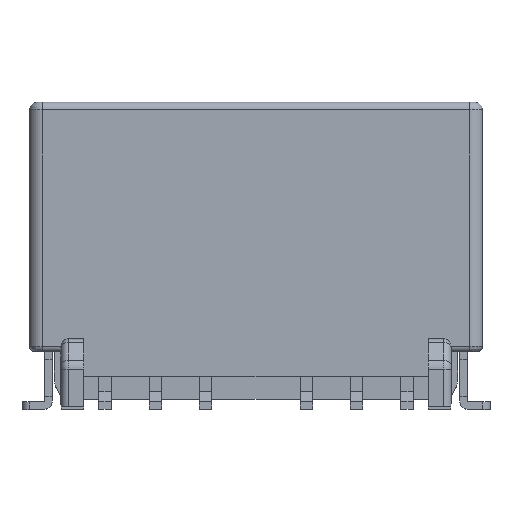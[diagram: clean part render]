
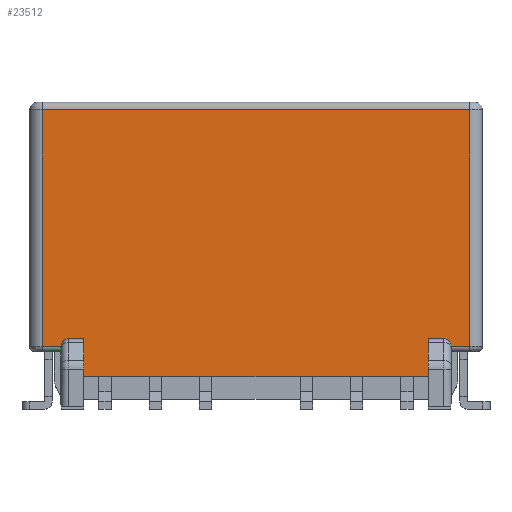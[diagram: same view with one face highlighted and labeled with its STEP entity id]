
A CAD part, top view. The second image highlights one B-rep face of the part: STEP entity #23512.
In plain terms, the highlighted planar face has unit normal (0, 0, 1).
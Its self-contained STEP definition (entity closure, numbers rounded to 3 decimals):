
#118 = EDGE_LOOP ( 'NONE', ( #26411, #7342, #6269, #25277, #28633, #14764, #8875, #678, #11972, #5371, #12177, #8028 ) ) ;
#231 = VERTEX_POINT ( 'NONE', #24987 ) ;
#327 = AXIS2_PLACEMENT_3D ( 'NONE', #16338, #25279, #14134 ) ;
#336 = CARTESIAN_POINT ( 'NONE',  ( 8.5, 2.8, 2.7 ) ) ;
#472 = VERTEX_POINT ( 'NONE', #19705 ) ;
#583 = EDGE_CURVE ( 'NONE', #22511, #27614, #22335, .T. ) ;
#618 = DIRECTION ( 'NONE',  ( 0., 1., 0. ) ) ;
#670 = FACE_OUTER_BOUND ( 'NONE', #118, .T. ) ;
#678 = ORIENTED_EDGE ( 'NONE', *, *, #18480, .T. ) ;
#1069 = VERTEX_POINT ( 'NONE', #7466 ) ;
#1287 = AXIS2_PLACEMENT_3D ( 'NONE', #10576, #21890, #24063 ) ;
#1313 = LINE ( 'NONE', #23163, #27586 ) ;
#2368 = LINE ( 'NONE', #7187, #26063 ) ;
#3895 = VERTEX_POINT ( 'NONE', #28359 ) ;
#3928 = DIRECTION ( 'NONE',  ( 1., 0., 0. ) ) ;
#4020 = CARTESIAN_POINT ( 'NONE',  ( 8.05, 11.9, 2.7 ) ) ;
#4637 = EDGE_CURVE ( 'NONE', #472, #24705, #23867, .T. ) ;
#5146 = LINE ( 'NONE', #23323, #10264 ) ;
#5254 = DIRECTION ( 'NONE',  ( -1., 0., 0. ) ) ;
#5371 = ORIENTED_EDGE ( 'NONE', *, *, #14124, .T. ) ;
#5426 = DIRECTION ( 'NONE',  ( 0., 0., -1. ) ) ;
#6145 = CARTESIAN_POINT ( 'NONE',  ( 6.85, 1.3, 2.7 ) ) ;
#6269 = ORIENTED_EDGE ( 'NONE', *, *, #13132, .F. ) ;
#6413 = CARTESIAN_POINT ( 'NONE',  ( 8.05, 2.5, 2.7 ) ) ;
#6756 = DIRECTION ( 'NONE',  ( 0., 1., 0. ) ) ;
#7187 = CARTESIAN_POINT ( 'NONE',  ( 8.05, 2.8, 2.7 ) ) ;
#7342 = ORIENTED_EDGE ( 'NONE', *, *, #25539, .F. ) ;
#7445 = CARTESIAN_POINT ( 'NONE',  ( 8.5, 2.5, 2.7 ) ) ;
#7466 = CARTESIAN_POINT ( 'NONE',  ( -8.5, 2.5, 2.7 ) ) ;
#7578 = CARTESIAN_POINT ( 'NONE',  ( -8.05, 1.3, 2.7 ) ) ;
#7950 = VERTEX_POINT ( 'NONE', #20306 ) ;
#8028 = ORIENTED_EDGE ( 'NONE', *, *, #11359, .T. ) ;
#8045 = CARTESIAN_POINT ( 'NONE',  ( 8.05, 2.5, 2.7 ) ) ;
#8443 = VECTOR ( 'NONE', #6756, 1000. ) ;
#8753 = VECTOR ( 'NONE', #5254, 1000. ) ;
#8875 = ORIENTED_EDGE ( 'NONE', *, *, #17251, .T. ) ;
#8884 = VECTOR ( 'NONE', #28052, 1000. ) ;
#9103 = CARTESIAN_POINT ( 'NONE',  ( -6.85, 1.3, 2.7 ) ) ;
#9228 = VECTOR ( 'NONE', #23595, 1000. ) ;
#9266 = VECTOR ( 'NONE', #28131, 1000. ) ;
#9578 = PLANE ( 'NONE',  #327 ) ;
#10157 = CARTESIAN_POINT ( 'NONE',  ( -6.85, 1.3, 2.7 ) ) ;
#10178 = LINE ( 'NONE', #4020, #8884 ) ;
#10264 = VECTOR ( 'NONE', #11592, 1000. ) ;
#10576 = CARTESIAN_POINT ( 'NONE',  ( 7.45, 2.5, 2.7 ) ) ;
#11020 = VERTEX_POINT ( 'NONE', #18677 ) ;
#11277 = EDGE_CURVE ( 'NONE', #3895, #472, #24676, .T. ) ;
#11359 = EDGE_CURVE ( 'NONE', #19822, #27614, #2368, .T. ) ;
#11592 = DIRECTION ( 'NONE',  ( 0., -1., 0. ) ) ;
#11914 = CARTESIAN_POINT ( 'NONE',  ( -7.45, 2.8, 2.7 ) ) ;
#11972 = ORIENTED_EDGE ( 'NONE', *, *, #28718, .T. ) ;
#12177 = ORIENTED_EDGE ( 'NONE', *, *, #20329, .T. ) ;
#12446 = LINE ( 'NONE', #6145, #9228 ) ;
#12507 = VERTEX_POINT ( 'NONE', #27638 ) ;
#13132 = EDGE_CURVE ( 'NONE', #231, #12507, #12446, .T. ) ;
#13511 = LINE ( 'NONE', #336, #8443 ) ;
#13683 = CARTESIAN_POINT ( 'NONE',  ( 8.5, 11.9, 2.7 ) ) ;
#14086 = DIRECTION ( 'NONE',  ( 1., 0., 0. ) ) ;
#14124 = EDGE_CURVE ( 'NONE', #1069, #7950, #27996, .T. ) ;
#14134 = DIRECTION ( 'NONE',  ( 0., -1., 0. ) ) ;
#14764 = ORIENTED_EDGE ( 'NONE', *, *, #4637, .T. ) ;
#15580 = EDGE_CURVE ( 'NONE', #231, #3895, #1313, .T. ) ;
#16338 = CARTESIAN_POINT ( 'NONE',  ( 8.05, 2.8, 2.7 ) ) ;
#17251 = EDGE_CURVE ( 'NONE', #24705, #19747, #13511, .T. ) ;
#18480 = EDGE_CURVE ( 'NONE', #19747, #11020, #10178, .T. ) ;
#18677 = CARTESIAN_POINT ( 'NONE',  ( -8.5, 11.9, 2.7 ) ) ;
#19402 = AXIS2_PLACEMENT_3D ( 'NONE', #27416, #5426, #618 ) ;
#19705 = CARTESIAN_POINT ( 'NONE',  ( 7.75, 2.5, 2.7 ) ) ;
#19747 = VERTEX_POINT ( 'NONE', #13683 ) ;
#19822 = VERTEX_POINT ( 'NONE', #11914 ) ;
#20306 = CARTESIAN_POINT ( 'NONE',  ( -7.75, 2.5, 2.7 ) ) ;
#20329 = EDGE_CURVE ( 'NONE', #7950, #19822, #25949, .T. ) ;
#21401 = DIRECTION ( 'NONE',  ( 1., 0., 0. ) ) ;
#21735 = VECTOR ( 'NONE', #3928, 1000. ) ;
#21890 = DIRECTION ( 'NONE',  ( 0., 0., -1. ) ) ;
#22335 = LINE ( 'NONE', #9103, #24481 ) ;
#22511 = VERTEX_POINT ( 'NONE', #10157 ) ;
#23163 = CARTESIAN_POINT ( 'NONE',  ( 8.05, 2.8, 2.7 ) ) ;
#23323 = CARTESIAN_POINT ( 'NONE',  ( -8.5, 2.8, 2.7 ) ) ;
#23512 = ADVANCED_FACE ( 'NONE', ( #670 ), #9578, .T. ) ;
#23595 = DIRECTION ( 'NONE',  ( 0., -1., 0. ) ) ;
#23867 = LINE ( 'NONE', #6413, #21735 ) ;
#24063 = DIRECTION ( 'NONE',  ( 0., 1., 0. ) ) ;
#24481 = VECTOR ( 'NONE', #24809, 1000. ) ;
#24676 = CIRCLE ( 'NONE', #1287, 0.3 ) ;
#24705 = VERTEX_POINT ( 'NONE', #7445 ) ;
#24797 = CARTESIAN_POINT ( 'NONE',  ( -6.85, 2.8, 2.7 ) ) ;
#24809 = DIRECTION ( 'NONE',  ( 0., 1., 0. ) ) ;
#24987 = CARTESIAN_POINT ( 'NONE',  ( 6.85, 2.8, 2.7 ) ) ;
#25277 = ORIENTED_EDGE ( 'NONE', *, *, #15580, .T. ) ;
#25279 = DIRECTION ( 'NONE',  ( 0., 0., 1. ) ) ;
#25337 = LINE ( 'NONE', #7578, #8753 ) ;
#25539 = EDGE_CURVE ( 'NONE', #12507, #22511, #25337, .T. ) ;
#25949 = CIRCLE ( 'NONE', #19402, 0.3 ) ;
#26063 = VECTOR ( 'NONE', #14086, 1000. ) ;
#26411 = ORIENTED_EDGE ( 'NONE', *, *, #583, .F. ) ;
#27416 = CARTESIAN_POINT ( 'NONE',  ( -7.45, 2.5, 2.7 ) ) ;
#27586 = VECTOR ( 'NONE', #21401, 1000. ) ;
#27614 = VERTEX_POINT ( 'NONE', #24797 ) ;
#27638 = CARTESIAN_POINT ( 'NONE',  ( 6.85, 1.3, 2.7 ) ) ;
#27996 = LINE ( 'NONE', #8045, #9266 ) ;
#28052 = DIRECTION ( 'NONE',  ( -1., 0., 0. ) ) ;
#28131 = DIRECTION ( 'NONE',  ( 1., 0., 0. ) ) ;
#28359 = CARTESIAN_POINT ( 'NONE',  ( 7.45, 2.8, 2.7 ) ) ;
#28633 = ORIENTED_EDGE ( 'NONE', *, *, #11277, .T. ) ;
#28718 = EDGE_CURVE ( 'NONE', #11020, #1069, #5146, .T. ) ;
